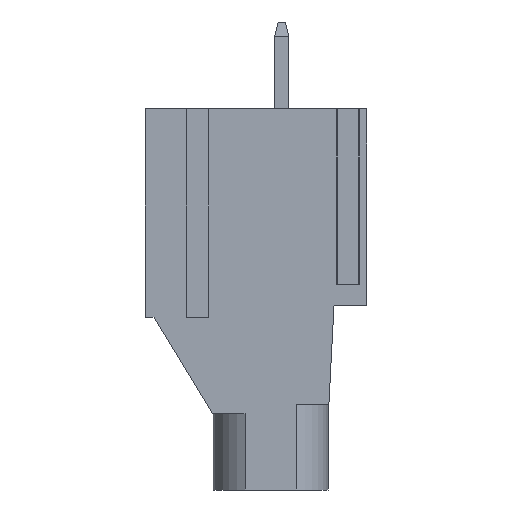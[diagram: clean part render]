
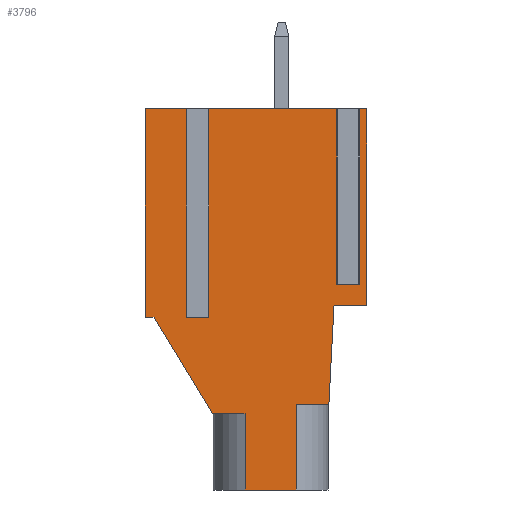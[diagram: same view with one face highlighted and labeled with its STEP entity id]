
A CAD part, left-side view. The second image highlights one B-rep face of the part: STEP entity #3796.
In plain terms, the highlighted planar face has unit normal (-1, 0, 0).
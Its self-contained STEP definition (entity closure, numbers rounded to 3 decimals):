
#1=DIRECTION('',(0.,-1.,0.));
#2=VECTOR('',#1,1.83);
#3=CARTESIAN_POINT('',(-6.35,-0.83,-16.7));
#4=LINE('',#3,#2);
#5=DIRECTION('',(0.,1.,0.));
#6=VECTOR('',#5,2.9);
#7=CARTESIAN_POINT('',(-6.35,-0.83,-21.5));
#8=LINE('',#7,#6);
#9=DIRECTION('',(0.,0.,1.));
#10=VECTOR('',#9,4.3);
#11=CARTESIAN_POINT('',(-6.35,2.07,-21.5));
#12=LINE('',#11,#10);
#13=DIRECTION('',(0.,-1.,0.));
#14=VECTOR('',#13,1.83);
#15=CARTESIAN_POINT('',(-6.35,3.9,-17.2));
#16=LINE('',#15,#14);
#17=DIRECTION('',(0.,0.518,0.855));
#18=VECTOR('',#17,6.371);
#19=CARTESIAN_POINT('',(-6.35,3.9,-17.2));
#20=LINE('',#19,#18);
#21=DIRECTION('',(0.,1.,0.));
#22=VECTOR('',#21,0.5);
#23=CARTESIAN_POINT('',(-6.35,7.2,-11.75));
#24=LINE('',#23,#22);
#25=DIRECTION('',(0.,0.,1.));
#26=VECTOR('',#25,11.75);
#27=CARTESIAN_POINT('',(-6.35,7.7,-11.75));
#28=LINE('',#27,#26);
#29=DIRECTION('',(0.,-1.,0.));
#30=VECTOR('',#29,2.55);
#31=CARTESIAN_POINT('',(-6.35,7.7,0.));
#32=LINE('',#31,#30);
#33=DIRECTION('',(0.,0.,-1.));
#34=VECTOR('',#33,11.75);
#35=CARTESIAN_POINT('',(-6.35,5.15,0.));
#36=LINE('',#35,#34);
#37=DIRECTION('',(0.,-1.,0.));
#38=VECTOR('',#37,0.8);
#39=CARTESIAN_POINT('',(-6.35,5.15,-11.75));
#40=LINE('',#39,#38);
#41=DIRECTION('',(0.,0.,-1.));
#42=VECTOR('',#41,11.75);
#43=CARTESIAN_POINT('',(-6.35,4.35,0.));
#44=LINE('',#43,#42);
#45=DIRECTION('',(0.,-1.,0.));
#46=VECTOR('',#45,7.7);
#47=CARTESIAN_POINT('',(-6.35,4.35,0.));
#48=LINE('',#47,#46);
#49=DIRECTION('',(0.,0.,-1.));
#50=VECTOR('',#49,9.9);
#51=CARTESIAN_POINT('',(-6.35,-3.35,0.));
#52=LINE('',#51,#50);
#53=DIRECTION('',(0.,-1.,0.));
#54=VECTOR('',#53,0.8);
#55=CARTESIAN_POINT('',(-6.35,-3.35,-9.9));
#56=LINE('',#55,#54);
#57=DIRECTION('',(0.,0.,-1.));
#58=VECTOR('',#57,9.9);
#59=CARTESIAN_POINT('',(-6.35,-4.15,0.));
#60=LINE('',#59,#58);
#61=DIRECTION('',(0.,-1.,0.));
#62=VECTOR('',#61,0.65);
#63=CARTESIAN_POINT('',(-6.35,-4.15,0.));
#64=LINE('',#63,#62);
#65=DIRECTION('',(0.,0.,-1.));
#66=VECTOR('',#65,11.1);
#67=CARTESIAN_POINT('',(-6.35,-4.8,0.));
#68=LINE('',#67,#66);
#69=DIRECTION('',(0.,1.,0.));
#70=VECTOR('',#69,1.85);
#71=CARTESIAN_POINT('',(-6.35,-4.8,-11.1));
#72=LINE('',#71,#70);
#73=DIRECTION('',(0.,0.052,-0.999));
#74=VECTOR('',#73,5.608);
#75=CARTESIAN_POINT('',(-6.35,-2.95,-11.1));
#76=LINE('',#75,#74);
#115=DIRECTION('',(0.,0.,1.));
#116=VECTOR('',#115,4.8);
#117=CARTESIAN_POINT('',(-6.35,-0.83,-21.5));
#118=LINE('',#117,#116);
#2855=CARTESIAN_POINT('',(-6.35,-4.8,0.));
#2856=CARTESIAN_POINT('',(-6.35,-4.8,-11.1));
#2857=VERTEX_POINT('',#2855);
#2858=VERTEX_POINT('',#2856);
#2859=CARTESIAN_POINT('',(-6.35,-2.95,-11.1));
#2860=VERTEX_POINT('',#2859);
#2861=CARTESIAN_POINT('',(-6.35,7.2,-11.75));
#2862=CARTESIAN_POINT('',(-6.35,7.7,-11.75));
#2863=VERTEX_POINT('',#2861);
#2864=VERTEX_POINT('',#2862);
#2865=CARTESIAN_POINT('',(-6.35,7.7,0.));
#2866=VERTEX_POINT('',#2865);
#2943=CARTESIAN_POINT('',(-6.35,5.15,-11.75));
#2944=CARTESIAN_POINT('',(-6.35,4.35,-11.75));
#2945=VERTEX_POINT('',#2943);
#2946=VERTEX_POINT('',#2944);
#2947=CARTESIAN_POINT('',(-6.35,5.15,0.));
#2948=VERTEX_POINT('',#2947);
#2949=CARTESIAN_POINT('',(-6.35,4.35,0.));
#2950=VERTEX_POINT('',#2949);
#2967=CARTESIAN_POINT('',(-6.35,-3.35,-9.9));
#2968=CARTESIAN_POINT('',(-6.35,-4.15,-9.9));
#2969=VERTEX_POINT('',#2967);
#2970=VERTEX_POINT('',#2968);
#2971=CARTESIAN_POINT('',(-6.35,-3.35,0.));
#2972=VERTEX_POINT('',#2971);
#2973=CARTESIAN_POINT('',(-6.35,-4.15,0.));
#2974=VERTEX_POINT('',#2973);
#3351=CARTESIAN_POINT('',(-6.35,3.9,-17.2));
#3352=CARTESIAN_POINT('',(-6.35,2.07,-17.2));
#3353=VERTEX_POINT('',#3351);
#3354=VERTEX_POINT('',#3352);
#3355=CARTESIAN_POINT('',(-6.35,2.07,-21.5));
#3356=VERTEX_POINT('',#3355);
#3357=CARTESIAN_POINT('',(-6.35,-0.83,-21.5));
#3359=VERTEX_POINT('',#3357);
#3363=CARTESIAN_POINT('',(-6.35,-0.83,-16.7));
#3364=CARTESIAN_POINT('',(-6.35,-2.66,-16.7));
#3365=VERTEX_POINT('',#3363);
#3366=VERTEX_POINT('',#3364);
#3749=CARTESIAN_POINT('',(-6.35,0.,0.));
#3750=DIRECTION('',(1.,0.,0.));
#3751=DIRECTION('',(0.,-1.,0.));
#3752=AXIS2_PLACEMENT_3D('',#3749,#3750,#3751);
#3753=PLANE('',#3752);
#3755=ORIENTED_EDGE('',*,*,#3754,.F.);
#3757=ORIENTED_EDGE('',*,*,#3756,.F.);
#3759=ORIENTED_EDGE('',*,*,#3758,.T.);
#3761=ORIENTED_EDGE('',*,*,#3760,.T.);
#3763=ORIENTED_EDGE('',*,*,#3762,.F.);
#3765=ORIENTED_EDGE('',*,*,#3764,.T.);
#3767=ORIENTED_EDGE('',*,*,#3766,.T.);
#3769=ORIENTED_EDGE('',*,*,#3768,.T.);
#3771=ORIENTED_EDGE('',*,*,#3770,.T.);
#3773=ORIENTED_EDGE('',*,*,#3772,.T.);
#3775=ORIENTED_EDGE('',*,*,#3774,.T.);
#3777=ORIENTED_EDGE('',*,*,#3776,.F.);
#3779=ORIENTED_EDGE('',*,*,#3778,.T.);
#3781=ORIENTED_EDGE('',*,*,#3780,.T.);
#3783=ORIENTED_EDGE('',*,*,#3782,.T.);
#3785=ORIENTED_EDGE('',*,*,#3784,.F.);
#3787=ORIENTED_EDGE('',*,*,#3786,.T.);
#3789=ORIENTED_EDGE('',*,*,#3788,.T.);
#3791=ORIENTED_EDGE('',*,*,#3790,.T.);
#3793=ORIENTED_EDGE('',*,*,#3792,.T.);
#3794=EDGE_LOOP('',(#3755,#3757,#3759,#3761,#3763,#3765,#3767,#3769,#3771,#3773,
#3775,#3777,#3779,#3781,#3783,#3785,#3787,#3789,#3791,#3793));
#3795=FACE_OUTER_BOUND('',#3794,.F.);
#3754=EDGE_CURVE('',#3365,#3366,#4,.T.);
#3756=EDGE_CURVE('',#3359,#3365,#118,.T.);
#3758=EDGE_CURVE('',#3359,#3356,#8,.T.);
#3760=EDGE_CURVE('',#3356,#3354,#12,.T.);
#3762=EDGE_CURVE('',#3353,#3354,#16,.T.);
#3764=EDGE_CURVE('',#3353,#2863,#20,.T.);
#3766=EDGE_CURVE('',#2863,#2864,#24,.T.);
#3768=EDGE_CURVE('',#2864,#2866,#28,.T.);
#3770=EDGE_CURVE('',#2866,#2948,#32,.T.);
#3772=EDGE_CURVE('',#2948,#2945,#36,.T.);
#3774=EDGE_CURVE('',#2945,#2946,#40,.T.);
#3776=EDGE_CURVE('',#2950,#2946,#44,.T.);
#3778=EDGE_CURVE('',#2950,#2972,#48,.T.);
#3780=EDGE_CURVE('',#2972,#2969,#52,.T.);
#3782=EDGE_CURVE('',#2969,#2970,#56,.T.);
#3784=EDGE_CURVE('',#2974,#2970,#60,.T.);
#3786=EDGE_CURVE('',#2974,#2857,#64,.T.);
#3788=EDGE_CURVE('',#2857,#2858,#68,.T.);
#3790=EDGE_CURVE('',#2858,#2860,#72,.T.);
#3792=EDGE_CURVE('',#2860,#3366,#76,.T.);
#3796=ADVANCED_FACE('',(#3795),#3753,.F.);
